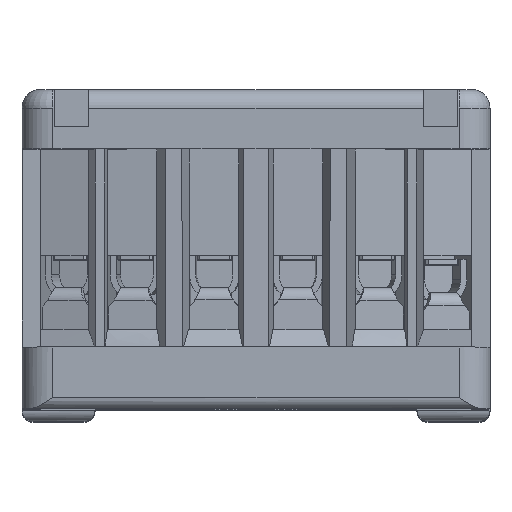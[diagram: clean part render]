
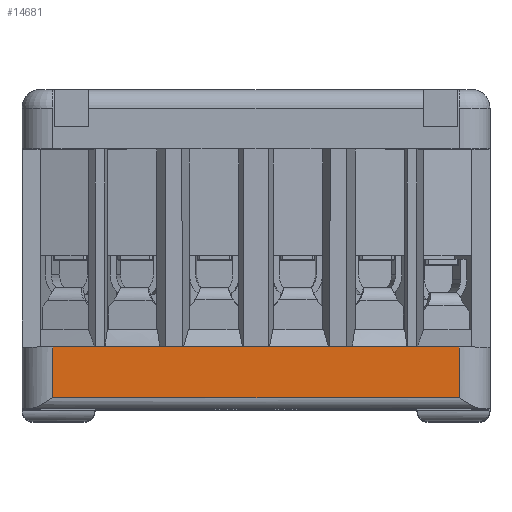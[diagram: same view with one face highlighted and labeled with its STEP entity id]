
A CAD part, top view. The second image highlights one B-rep face of the part: STEP entity #14681.
In plain terms, the highlighted planar face has unit normal (0, 0, -1).
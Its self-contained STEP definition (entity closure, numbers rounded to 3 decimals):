
#474 = DIRECTION ( 'NONE',  ( 0., 1., 0. ) ) ;
#2050 = AXIS2_PLACEMENT_3D ( 'NONE', #5605, #27170, #12979 ) ;
#2282 = LINE ( 'NONE', #30152, #14473 ) ;
#4899 = EDGE_CURVE ( 'NONE', #27915, #14788, #5813, .T. ) ;
#5605 = CARTESIAN_POINT ( 'NONE',  ( 16.4, 1.9, 32.25 ) ) ;
#5636 = DIRECTION ( 'NONE',  ( 0., -1., 0. ) ) ;
#5813 = LINE ( 'NONE', #17646, #13068 ) ;
#7143 = VERTEX_POINT ( 'NONE', #22136 ) ;
#7246 = LINE ( 'NONE', #21541, #12972 ) ;
#7525 = EDGE_CURVE ( 'NONE', #14788, #17628, #7246, .T. ) ;
#8472 = ORIENTED_EDGE ( 'NONE', *, *, #29461, .F. ) ;
#10184 = CARTESIAN_POINT ( 'NONE',  ( 16.4, 3.5, 32.25 ) ) ;
#10487 = EDGE_CURVE ( 'NONE', #27915, #7143, #2282, .T. ) ;
#10538 = PLANE ( 'NONE',  #2050 ) ;
#12917 = LINE ( 'NONE', #10184, #25490 ) ;
#12972 = VECTOR ( 'NONE', #16786, 1000. ) ;
#12979 = DIRECTION ( 'NONE',  ( -1., 0., 0. ) ) ;
#13068 = VECTOR ( 'NONE', #5636, 1000. ) ;
#13124 = FACE_OUTER_BOUND ( 'NONE', #19534, .T. ) ;
#14473 = VECTOR ( 'NONE', #15966, 1000. ) ;
#14681 = ADVANCED_FACE ( 'NONE', ( #13124 ), #10538, .T. ) ;
#14788 = VERTEX_POINT ( 'NONE', #29755 ) ;
#15966 = DIRECTION ( 'NONE',  ( 1., 0., 0. ) ) ;
#16786 = DIRECTION ( 'NONE',  ( 1., 0., 0. ) ) ;
#17628 = VERTEX_POINT ( 'NONE', #23174 ) ;
#17646 = CARTESIAN_POINT ( 'NONE',  ( -16.4, 3.5, 32.25 ) ) ;
#18410 = CARTESIAN_POINT ( 'NONE',  ( -16.4, 6., 32.25 ) ) ;
#19534 = EDGE_LOOP ( 'NONE', ( #24621, #24996, #30155, #8472 ) ) ;
#21541 = CARTESIAN_POINT ( 'NONE',  ( 0., 1.9, 32.25 ) ) ;
#22136 = CARTESIAN_POINT ( 'NONE',  ( 16.4, 6., 32.25 ) ) ;
#23174 = CARTESIAN_POINT ( 'NONE',  ( 16.4, 1.9, 32.25 ) ) ;
#24621 = ORIENTED_EDGE ( 'NONE', *, *, #7525, .F. ) ;
#24996 = ORIENTED_EDGE ( 'NONE', *, *, #4899, .F. ) ;
#25490 = VECTOR ( 'NONE', #474, 1000. ) ;
#27170 = DIRECTION ( 'NONE',  ( 0., 0., -1. ) ) ;
#27915 = VERTEX_POINT ( 'NONE', #18410 ) ;
#29461 = EDGE_CURVE ( 'NONE', #17628, #7143, #12917, .T. ) ;
#29755 = CARTESIAN_POINT ( 'NONE',  ( -16.4, 1.9, 32.25 ) ) ;
#30152 = CARTESIAN_POINT ( 'NONE',  ( 0., 6., 32.25 ) ) ;
#30155 = ORIENTED_EDGE ( 'NONE', *, *, #10487, .T. ) ;
